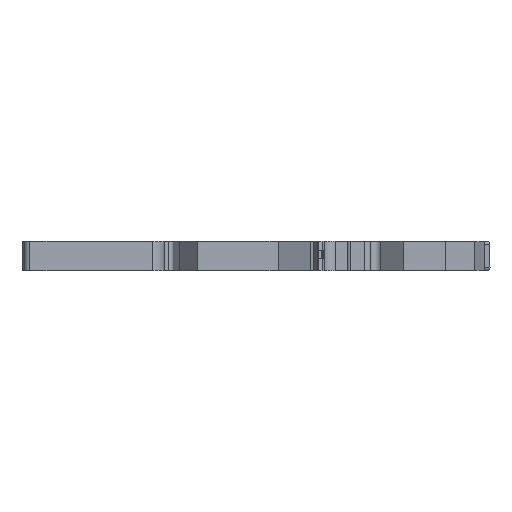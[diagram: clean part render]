
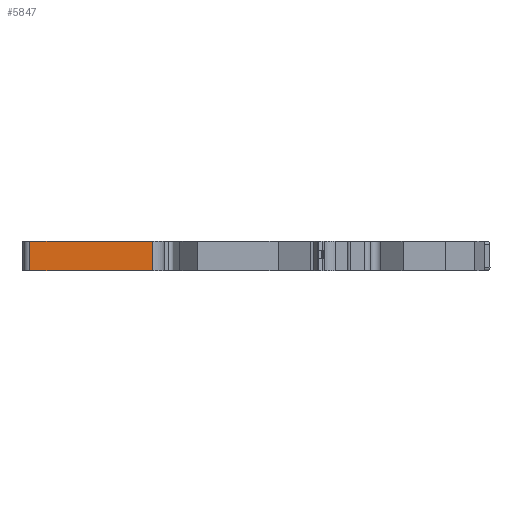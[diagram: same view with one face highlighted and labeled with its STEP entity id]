
A CAD part, front view. The second image highlights one B-rep face of the part: STEP entity #5847.
In plain terms, the highlighted planar face has unit normal (0, -1, 0).
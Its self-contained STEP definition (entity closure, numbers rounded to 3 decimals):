
#1630=DIRECTION('',(0.,0.,1.));
#1631=VECTOR('',#1630,5.);
#1632=CARTESIAN_POINT('',(-17.75,0.,-5.));
#1633=LINE('',#1632,#1631);
#1634=DIRECTION('',(1.,0.,0.));
#1635=VECTOR('',#1634,21.05);
#1636=CARTESIAN_POINT('',(-38.8,0.,0.));
#1637=LINE('',#1636,#1635);
#1638=DIRECTION('',(-1.,0.,0.));
#1639=VECTOR('',#1638,21.05);
#1640=CARTESIAN_POINT('',(-17.75,0.,-5.));
#1641=LINE('',#1640,#1639);
#1642=DIRECTION('',(0.,0.,-1.));
#1643=VECTOR('',#1642,5.);
#1644=CARTESIAN_POINT('',(-38.8,0.,0.));
#1645=LINE('',#1644,#1643);
#3263=CARTESIAN_POINT('',(-17.75,0.,0.));
#3264=VERTEX_POINT('',#3263);
#3265=CARTESIAN_POINT('',(-38.8,0.,0.));
#3266=VERTEX_POINT('',#3265);
#3765=CARTESIAN_POINT('',(-38.8,0.,-5.));
#3766=VERTEX_POINT('',#3765);
#3767=CARTESIAN_POINT('',(-17.75,0.,-5.));
#3768=VERTEX_POINT('',#3767);
#5835=CARTESIAN_POINT('',(-28.275,0.,-2.5));
#5836=DIRECTION('',(0.,1.,0.));
#5837=DIRECTION('',(1.,0.,0.));
#5838=AXIS2_PLACEMENT_3D('',#5835,#5836,#5837);
#5839=PLANE('',#5838);
#5841=ORIENTED_EDGE('',*,*,#5840,.F.);
#5842=ORIENTED_EDGE('',*,*,#4318,.T.);
#5843=ORIENTED_EDGE('',*,*,#5830,.F.);
#5844=ORIENTED_EDGE('',*,*,#5059,.T.);
#5845=EDGE_LOOP('',(#5841,#5842,#5843,#5844));
#5846=FACE_OUTER_BOUND('',#5845,.F.);
#4318=EDGE_CURVE('',#3266,#3264,#1637,.T.);
#5059=EDGE_CURVE('',#3768,#3766,#1641,.T.);
#5830=EDGE_CURVE('',#3768,#3264,#1633,.T.);
#5840=EDGE_CURVE('',#3266,#3766,#1645,.T.);
#5847=ADVANCED_FACE('',(#5846),#5839,.F.);
